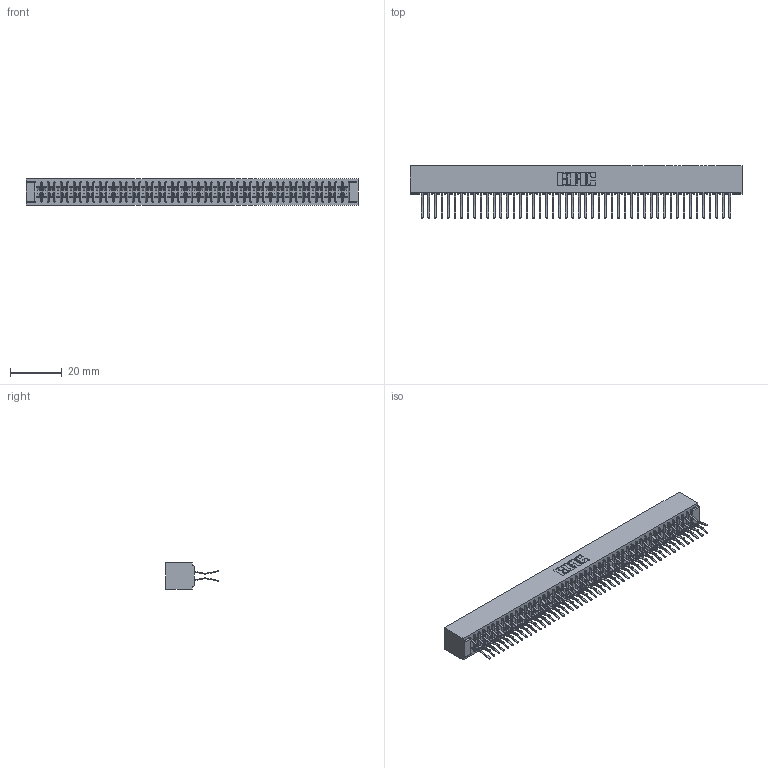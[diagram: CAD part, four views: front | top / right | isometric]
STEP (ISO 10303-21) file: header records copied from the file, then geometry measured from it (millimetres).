
FILE_DESCRIPTION (( 'STEP AP203' ), '1' );
FILE_NAME ('341-096-560-201.STEP', '2018-08-08T01:55:38', ( '' ), ( '' ), 'SwSTEP 2.0', 'SolidWorks 2016', '' );
FILE_SCHEMA (( 'CONFIG_CONTROL_DESIGN' ));
Length unit declared in the file: inch
Products named in the file (3): 341 Part_No Mounting Lugs; 341-292-001_341-292-160; 341-096-560-201
Assembly tree (97 placements, depth 2):
  341-096-560-201
    341 Part_No Mounting Lugs
    341-292-001_341-292-160  x96
Bounding box: 128.91 x 20.37 x 10.16 mm (x, y, z)
Volume: 9855.5 mm3; surface area: 19056.9 mm2
Topology: 97 solids, 97 shells, 6828 faces, 19828 edges, 12862 vertices
Faces by surface type: plane 3904, cylinder 2732, sphere 98, torus 94
Entity records: 57153 total; most frequent: CARTESIAN_POINT 9500, ORIENTED_EDGE 9440, DIRECTION 9218, EDGE_CURVE 4720, VECTOR 3818, LINE 3818, VERTEX_POINT 2982, AXIS2_PLACEMENT_3D 2700
